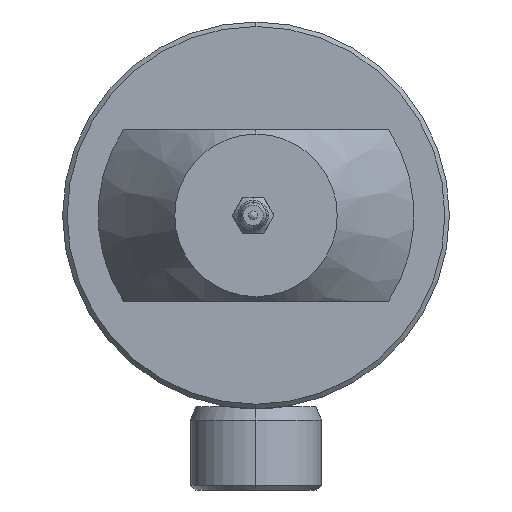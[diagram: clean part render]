
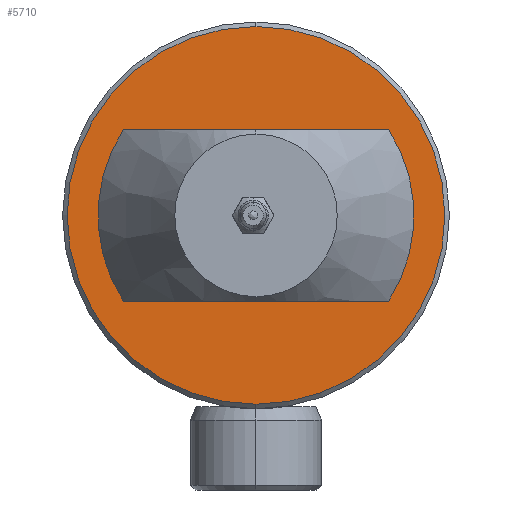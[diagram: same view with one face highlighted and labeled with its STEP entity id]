
A CAD part, left-side view. The second image highlights one B-rep face of the part: STEP entity #5710.
In plain terms, the highlighted planar face has unit normal (-1, 0, 0).
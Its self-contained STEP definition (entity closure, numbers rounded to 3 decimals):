
#13 = CARTESIAN_POINT ( 'NONE',  ( 74., 0., 0. ) ) ;
#184 = DIRECTION ( 'NONE',  ( 0., 0., -1. ) ) ;
#279 = DIRECTION ( 'NONE',  ( 0., -1., 0. ) ) ;
#322 = EDGE_LOOP ( 'NONE', ( #4866, #3810 ) ) ;
#422 = EDGE_CURVE ( 'NONE', #1578, #2813, #3910, .T. ) ;
#439 = FACE_OUTER_BOUND ( 'NONE', #322, .T. ) ;
#499 = CARTESIAN_POINT ( 'NONE',  ( 74., 0., 41.85 ) ) ;
#647 = DIRECTION ( 'NONE',  ( -1., 0., 0. ) ) ;
#867 = AXIS2_PLACEMENT_3D ( 'NONE', #13, #4700, #2828 ) ;
#940 = CARTESIAN_POINT ( 'NONE',  ( 74., 29.394, -19. ) ) ;
#946 = CARTESIAN_POINT ( 'NONE',  ( 74., 0., 0. ) ) ;
#1138 = LINE ( 'NONE', #2638, #6038 ) ;
#1166 = EDGE_CURVE ( 'NONE', #4558, #1958, #3599, .T. ) ;
#1258 = VECTOR ( 'NONE', #4173, 1000. ) ;
#1412 = VERTEX_POINT ( 'NONE', #940 ) ;
#1469 = DIRECTION ( 'NONE',  ( 0., 0., -1. ) ) ;
#1578 = VERTEX_POINT ( 'NONE', #499 ) ;
#1659 = CARTESIAN_POINT ( 'NONE',  ( 74., 0., -41.85 ) ) ;
#1771 = CARTESIAN_POINT ( 'NONE',  ( 74., 63.605, -19. ) ) ;
#1934 = DIRECTION ( 'NONE',  ( -1., 0., 0. ) ) ;
#1957 = EDGE_CURVE ( 'NONE', #3929, #1958, #1138, .T. ) ;
#1958 = VERTEX_POINT ( 'NONE', #5914 ) ;
#2638 = CARTESIAN_POINT ( 'NONE',  ( 74., 63.605, 19. ) ) ;
#2702 = ORIENTED_EDGE ( 'NONE', *, *, #1166, .F. ) ;
#2746 = LINE ( 'NONE', #1771, #1258 ) ;
#2804 = DIRECTION ( 'NONE',  ( 1., 0., 0. ) ) ;
#2813 = VERTEX_POINT ( 'NONE', #1659 ) ;
#2828 = DIRECTION ( 'NONE',  ( 0., 0., 1. ) ) ;
#2867 = CARTESIAN_POINT ( 'NONE',  ( 74., -29.394, -19. ) ) ;
#3014 = CARTESIAN_POINT ( 'NONE',  ( 74., 0., 0. ) ) ;
#3110 = EDGE_LOOP ( 'NONE', ( #2702, #4259, #5973, #4263 ) ) ;
#3474 = EDGE_CURVE ( 'NONE', #2813, #1578, #4490, .T. ) ;
#3599 = CIRCLE ( 'NONE', #867, 35. ) ;
#3810 = ORIENTED_EDGE ( 'NONE', *, *, #422, .T. ) ;
#3910 = CIRCLE ( 'NONE', #6126, 41.85 ) ;
#3929 = VERTEX_POINT ( 'NONE', #5192 ) ;
#4173 = DIRECTION ( 'NONE',  ( 0., 1., 0. ) ) ;
#4201 = PLANE ( 'NONE',  #4552 ) ;
#4259 = ORIENTED_EDGE ( 'NONE', *, *, #5721, .T. ) ;
#4263 = ORIENTED_EDGE ( 'NONE', *, *, #1957, .T. ) ;
#4313 = AXIS2_PLACEMENT_3D ( 'NONE', #946, #1934, #1469 ) ;
#4490 = CIRCLE ( 'NONE', #4313, 41.85 ) ;
#4552 = AXIS2_PLACEMENT_3D ( 'NONE', #4608, #2804, #5166 ) ;
#4558 = VERTEX_POINT ( 'NONE', #2867 ) ;
#4608 = CARTESIAN_POINT ( 'NONE',  ( 74., 35., 0. ) ) ;
#4700 = DIRECTION ( 'NONE',  ( -1., 0., 0. ) ) ;
#4779 = EDGE_CURVE ( 'NONE', #3929, #1412, #5231, .T. ) ;
#4849 = DIRECTION ( 'NONE',  ( 0., 0., 1. ) ) ;
#4866 = ORIENTED_EDGE ( 'NONE', *, *, #3474, .T. ) ;
#5166 = DIRECTION ( 'NONE',  ( 0., 0., -1. ) ) ;
#5192 = CARTESIAN_POINT ( 'NONE',  ( 74., 29.394, 19. ) ) ;
#5231 = CIRCLE ( 'NONE', #5248, 35. ) ;
#5248 = AXIS2_PLACEMENT_3D ( 'NONE', #5708, #5733, #4849 ) ;
#5708 = CARTESIAN_POINT ( 'NONE',  ( 74., 0., 0. ) ) ;
#5710 = ADVANCED_FACE ( 'NONE', ( #439, #5786 ), #4201, .F. ) ;
#5721 = EDGE_CURVE ( 'NONE', #4558, #1412, #2746, .T. ) ;
#5733 = DIRECTION ( 'NONE',  ( -1., 0., 0. ) ) ;
#5786 = FACE_BOUND ( 'NONE', #3110, .T. ) ;
#5914 = CARTESIAN_POINT ( 'NONE',  ( 74., -29.394, 19. ) ) ;
#5973 = ORIENTED_EDGE ( 'NONE', *, *, #4779, .F. ) ;
#6038 = VECTOR ( 'NONE', #279, 1000. ) ;
#6126 = AXIS2_PLACEMENT_3D ( 'NONE', #3014, #647, #184 ) ;
